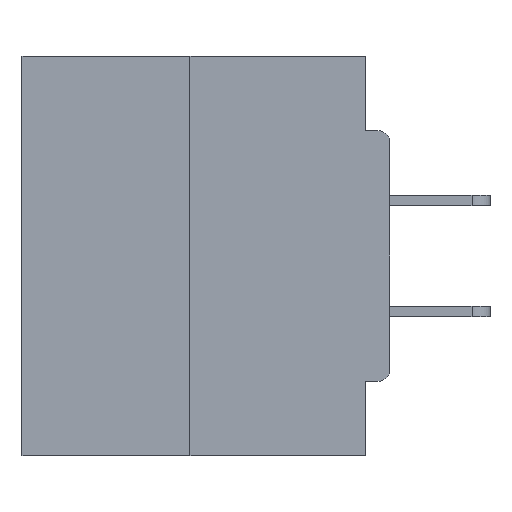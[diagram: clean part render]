
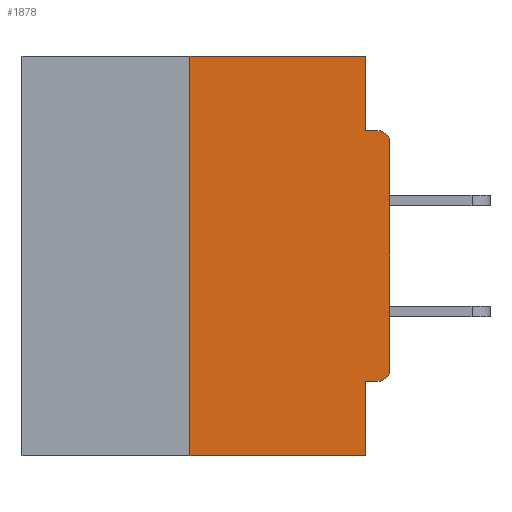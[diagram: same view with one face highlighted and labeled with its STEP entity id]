
A CAD part, left-side view. The second image highlights one B-rep face of the part: STEP entity #1878.
In plain terms, the highlighted planar face has unit normal (-1, 0, 0).
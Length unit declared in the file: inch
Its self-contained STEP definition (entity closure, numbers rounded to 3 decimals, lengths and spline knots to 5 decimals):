
#1071 = CARTESIAN_POINT ( 'NONE',  ( 0., 0.031, 0. ) ) ;
#1258 = ORIENTED_EDGE ( 'NONE', *, *, #30495, .T. ) ;
#1558 = CARTESIAN_POINT ( 'NONE',  ( 0., 0.46, 0. ) ) ;
#1731 = DIRECTION ( 'NONE',  ( 0., 0., -1. ) ) ;
#1878 = ADVANCED_FACE ( 'NONE', ( #31800 ), #31891, .F. ) ;
#1930 = LINE ( 'NONE', #5682, #3106 ) ;
#2221 = CARTESIAN_POINT ( 'NONE',  ( 0., 0.031, -0.5 ) ) ;
#2224 = ORIENTED_EDGE ( 'NONE', *, *, #11559, .T. ) ;
#2340 = DIRECTION ( 'NONE',  ( 0., -1., 0. ) ) ;
#2402 = CARTESIAN_POINT ( 'NONE',  ( 0., 0., -0.3915 ) ) ;
#2501 = LINE ( 'NONE', #31618, #26262 ) ;
#2745 = CARTESIAN_POINT ( 'NONE',  ( 0., 0.25, -0.5 ) ) ;
#3106 = VECTOR ( 'NONE', #21201, 39.37008 ) ;
#3623 = CARTESIAN_POINT ( 'NONE',  ( 0., 0.031, -0.4065 ) ) ;
#4552 = ORIENTED_EDGE ( 'NONE', *, *, #8392, .F. ) ;
#4558 = EDGE_LOOP ( 'NONE', ( #12964, #26049, #2224, #28161, #20943, #1258, #11083, #12260, #24046, #4552 ) ) ;
#5682 = CARTESIAN_POINT ( 'NONE',  ( 0., 0.46, 0. ) ) ;
#5966 = VECTOR ( 'NONE', #19480, 39.37008 ) ;
#6073 = CARTESIAN_POINT ( 'NONE',  ( 0., 0., -0.1085 ) ) ;
#6145 = VERTEX_POINT ( 'NONE', #10844 ) ;
#6162 = CARTESIAN_POINT ( 'NONE',  ( 0., 0.031, -0.0935 ) ) ;
#6775 = EDGE_CURVE ( 'NONE', #12401, #26222, #11508, .T. ) ;
#7081 = LINE ( 'NONE', #19962, #31742 ) ;
#7232 = VERTEX_POINT ( 'NONE', #20073 ) ;
#7583 = CARTESIAN_POINT ( 'NONE',  ( 0., 0.031, -0.5 ) ) ;
#8227 = VERTEX_POINT ( 'NONE', #2745 ) ;
#8392 = EDGE_CURVE ( 'NONE', #14774, #20233, #28459, .T. ) ;
#8824 = CARTESIAN_POINT ( 'NONE',  ( 0., 0.031, 0. ) ) ;
#10113 = DIRECTION ( 'NONE',  ( -1., 0., 0. ) ) ;
#10553 = CARTESIAN_POINT ( 'NONE',  ( 0., 0.015, -0.3915 ) ) ;
#10844 = CARTESIAN_POINT ( 'NONE',  ( 0., 0.25, 0. ) ) ;
#11083 = ORIENTED_EDGE ( 'NONE', *, *, #6775, .T. ) ;
#11161 = EDGE_CURVE ( 'NONE', #20233, #21622, #2501, .T. ) ;
#11508 = LINE ( 'NONE', #27167, #5966 ) ;
#11559 = EDGE_CURVE ( 'NONE', #8227, #13535, #15843, .T. ) ;
#11672 = EDGE_CURVE ( 'NONE', #26222, #21622, #22289, .T. ) ;
#11727 = CARTESIAN_POINT ( 'NONE',  ( 0., 0.015, -0.0935 ) ) ;
#11761 = AXIS2_PLACEMENT_3D ( 'NONE', #30445, #25784, #17886 ) ;
#12069 = VERTEX_POINT ( 'NONE', #3623 ) ;
#12260 = ORIENTED_EDGE ( 'NONE', *, *, #11672, .T. ) ;
#12323 = EDGE_CURVE ( 'NONE', #8227, #6145, #7081, .T. ) ;
#12401 = VERTEX_POINT ( 'NONE', #2402 ) ;
#12964 = ORIENTED_EDGE ( 'NONE', *, *, #18430, .F. ) ;
#13396 = AXIS2_PLACEMENT_3D ( 'NONE', #10553, #10113, #27910 ) ;
#13535 = VERTEX_POINT ( 'NONE', #2221 ) ;
#14553 = CIRCLE ( 'NONE', #13396, 0.015 ) ;
#14774 = VERTEX_POINT ( 'NONE', #1071 ) ;
#14905 = VECTOR ( 'NONE', #1731, 39.37008 ) ;
#15087 = CARTESIAN_POINT ( 'NONE',  ( 0., 0.46, -0.5 ) ) ;
#15843 = LINE ( 'NONE', #15087, #16667 ) ;
#16003 = AXIS2_PLACEMENT_3D ( 'NONE', #1558, #22786, #27938 ) ;
#16667 = VECTOR ( 'NONE', #2340, 39.37008 ) ;
#17886 = DIRECTION ( 'NONE',  ( 0., 0., -1. ) ) ;
#18430 = EDGE_CURVE ( 'NONE', #6145, #14774, #1930, .T. ) ;
#19480 = DIRECTION ( 'NONE',  ( 0., 0., 1. ) ) ;
#19573 = EDGE_CURVE ( 'NONE', #7232, #12069, #21563, .T. ) ;
#19962 = CARTESIAN_POINT ( 'NONE',  ( 0., 0.25, 0. ) ) ;
#20073 = CARTESIAN_POINT ( 'NONE',  ( 0., 0.015, -0.4065 ) ) ;
#20233 = VERTEX_POINT ( 'NONE', #6162 ) ;
#20411 = VECTOR ( 'NONE', #23284, 39.37008 ) ;
#20943 = ORIENTED_EDGE ( 'NONE', *, *, #19573, .F. ) ;
#21201 = DIRECTION ( 'NONE',  ( 0., -1., 0. ) ) ;
#21313 = CARTESIAN_POINT ( 'NONE',  ( 0., 0., -0.4065 ) ) ;
#21563 = LINE ( 'NONE', #21313, #23179 ) ;
#21622 = VERTEX_POINT ( 'NONE', #11727 ) ;
#22289 = CIRCLE ( 'NONE', #11761, 0.015 ) ;
#22464 = DIRECTION ( 'NONE',  ( 0., 0., 1. ) ) ;
#22786 = DIRECTION ( 'NONE',  ( 1., 0., 0. ) ) ;
#23179 = VECTOR ( 'NONE', #26407, 39.37008 ) ;
#23284 = DIRECTION ( 'NONE',  ( 0., 0., -1. ) ) ;
#24046 = ORIENTED_EDGE ( 'NONE', *, *, #11161, .F. ) ;
#24649 = DIRECTION ( 'NONE',  ( 0., -1., 0. ) ) ;
#25784 = DIRECTION ( 'NONE',  ( -1., 0., 0. ) ) ;
#26049 = ORIENTED_EDGE ( 'NONE', *, *, #12323, .F. ) ;
#26222 = VERTEX_POINT ( 'NONE', #6073 ) ;
#26262 = VECTOR ( 'NONE', #24649, 39.37008 ) ;
#26376 = EDGE_CURVE ( 'NONE', #12069, #13535, #29948, .T. ) ;
#26407 = DIRECTION ( 'NONE',  ( 0., 1., 0. ) ) ;
#27167 = CARTESIAN_POINT ( 'NONE',  ( 0., 0., 0. ) ) ;
#27910 = DIRECTION ( 'NONE',  ( 0., 0., -1. ) ) ;
#27938 = DIRECTION ( 'NONE',  ( 0., 0., -1. ) ) ;
#28161 = ORIENTED_EDGE ( 'NONE', *, *, #26376, .F. ) ;
#28459 = LINE ( 'NONE', #8824, #14905 ) ;
#29948 = LINE ( 'NONE', #7583, #20411 ) ;
#30445 = CARTESIAN_POINT ( 'NONE',  ( 0., 0.015, -0.1085 ) ) ;
#30495 = EDGE_CURVE ( 'NONE', #7232, #12401, #14553, .T. ) ;
#31618 = CARTESIAN_POINT ( 'NONE',  ( 0., 0., -0.0935 ) ) ;
#31742 = VECTOR ( 'NONE', #22464, 39.37008 ) ;
#31800 = FACE_OUTER_BOUND ( 'NONE', #4558, .T. ) ;
#31891 = PLANE ( 'NONE',  #16003 ) ;
